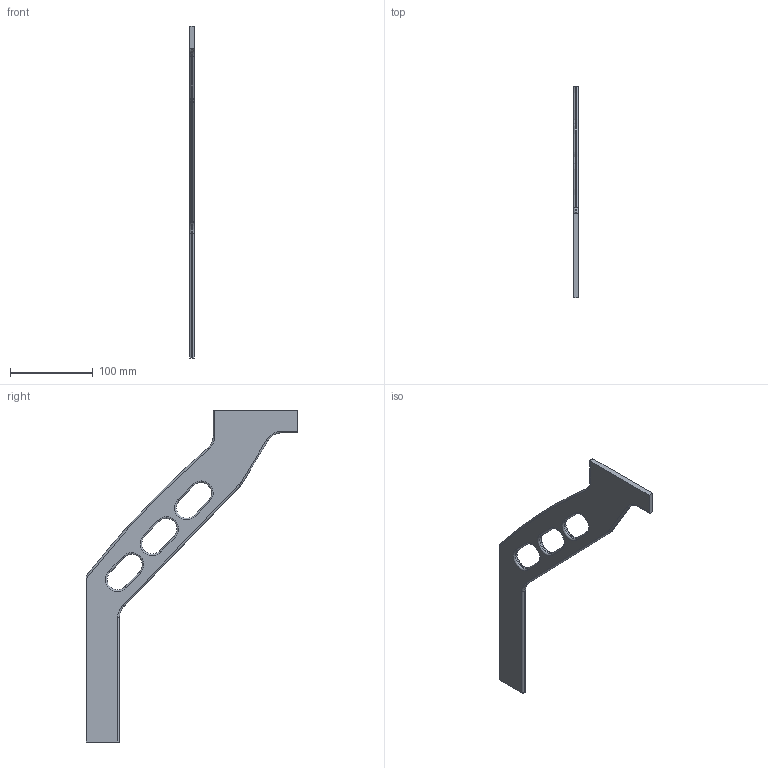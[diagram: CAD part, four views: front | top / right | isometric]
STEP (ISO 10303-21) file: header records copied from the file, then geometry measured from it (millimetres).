
FILE_DESCRIPTION (( 'STEP AP214' ), '1' );
FILE_NAME ('Potence Ar (003-218).STEP', '2017-04-03T18:11:44', ( 'UTILISATEUR' ), ( '' ), 'SwSTEP 2.0', 'SolidWorks 2012', '' );
FILE_SCHEMA (( 'AUTOMOTIVE_DESIGN' ));
Length unit declared in the file: millimetre
Products named in the file (1): Potence Ar (003-218)
Bounding box: 6 x 255 x 400 mm (x, y, z)
Volume: 133733.8 mm3; surface area: 52223.7 mm2
Topology: 1 solids, 1 shells, 81 faces, 197 edges, 118 vertices
Faces by surface type: cylinder 35, torus 26, plane 17, bspline 3
Entity records: 2599 total; most frequent: CARTESIAN_POINT 592, DIRECTION 459, ORIENTED_EDGE 394, EDGE_CURVE 197, AXIS2_PLACEMENT_3D 189, VERTEX_POINT 118, CIRCLE 110, EDGE_LOOP 87
